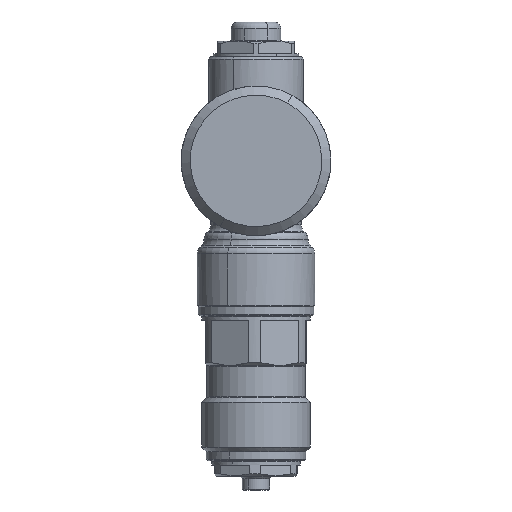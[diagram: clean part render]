
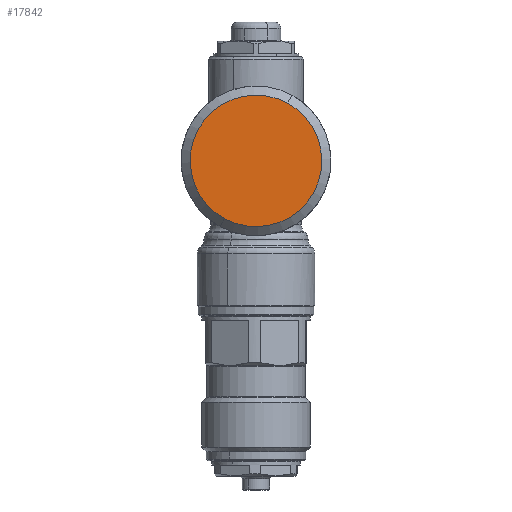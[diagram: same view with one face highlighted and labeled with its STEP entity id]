
A CAD part, front view. The second image highlights one B-rep face of the part: STEP entity #17842.
In plain terms, the highlighted planar face has unit normal (0, -1, 0).
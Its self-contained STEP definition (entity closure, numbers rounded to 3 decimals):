
#6678=CARTESIAN_POINT('Vertex',(-6.976,-26.,-12.769)) ;
#6685=CARTESIAN_POINT('Vertex',(6.976,-26.,12.769)) ;
#6688=CARTESIAN_POINT('Axis2P3D Location',(0.,-26.,0.)) ;
#6700=CARTESIAN_POINT('Axis2P3D Location',(0.,-26.,0.)) ;
#17833=CARTESIAN_POINT('Axis2P3D Location',(0.,-26.,14.55)) ;
#6689=DIRECTION('Axis2P3D Direction',(0.,1.,0.)) ;
#6701=DIRECTION('Axis2P3D Direction',(0.,1.,0.)) ;
#17834=DIRECTION('Axis2P3D Direction',(-0.,1.,0.)) ;
#17835=DIRECTION('Axis2P3D XDirection',(1.,0.,0.)) ;
#6690=AXIS2_PLACEMENT_3D('Circle Axis2P3D',#6688,#6689,$) ;
#6702=AXIS2_PLACEMENT_3D('Circle Axis2P3D',#6700,#6701,$) ;
#17836=AXIS2_PLACEMENT_3D('Plane Axis2P3D',#17833,#17834,#17835) ;
#6691=CIRCLE('generated circle',#6690,14.55) ;
#6703=CIRCLE('generated circle',#6702,14.55) ;
#17837=PLANE('',#17836) ;
#6692=EDGE_CURVE('',#6686,#6679,#6691,.T.) ;
#6704=EDGE_CURVE('',#6679,#6686,#6703,.T.) ;
#17839=ORIENTED_EDGE('',*,*,#6692,.F.) ;
#17840=ORIENTED_EDGE('',*,*,#6704,.F.) ;
#17838=EDGE_LOOP('',(#17839,#17840)) ;
#6679=VERTEX_POINT('',#6678) ;
#6686=VERTEX_POINT('',#6685) ;
#17842=ADVANCED_FACE('Body.24',(#17841),#17837,.F.) ;
#17841=FACE_OUTER_BOUND('',#17838,.T.) ;
